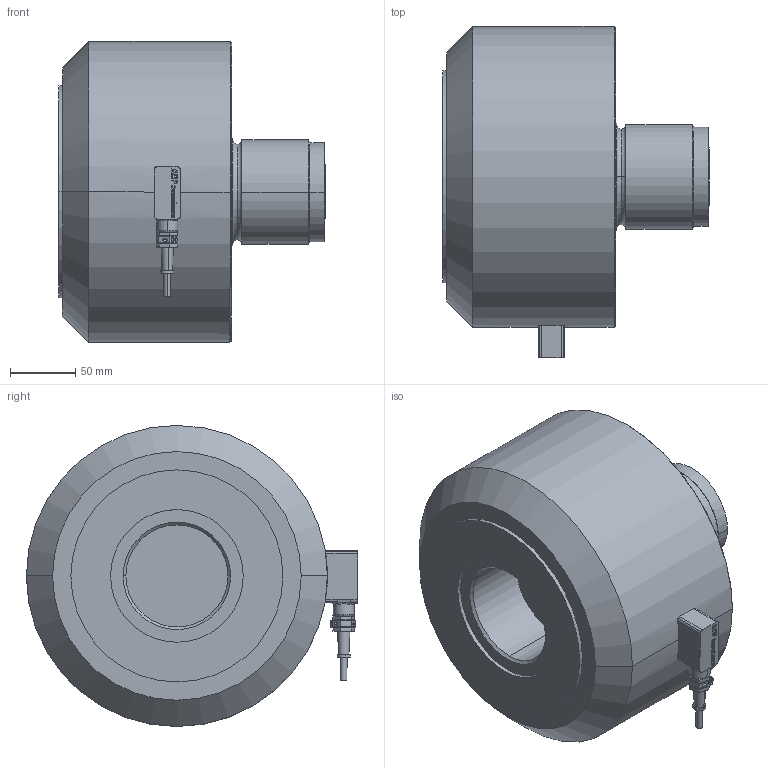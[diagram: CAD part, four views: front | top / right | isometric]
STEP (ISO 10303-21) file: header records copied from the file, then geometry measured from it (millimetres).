
FILE_DESCRIPTION(('STEP AP214'),'1');
FILE_NAME('KAL 1MN.stp','2015-05-18T09:37:04',(' '),(' '),'Spatial InterOp 3D',' ',' ');
FILE_SCHEMA(('automotive_design'));
Length unit declared in the file: metre
Products named in the file (1): Box
Bounding box: 203.96 x 253.1 x 230.11 mm (x, y, z)
Volume: 5398413.7 mm3; surface area: 205278.7 mm2
Topology: 1 solids, 1 shells, 306 faces, 819 edges, 533 vertices
Faces by surface type: plane 173, cylinder 53, extrusion 40, torus 18, cone 16, bspline 4, sphere 2
Entity records: 12867 total; most frequent: CARTESIAN_POINT 2919, ORIENTED_EDGE 1590, DIRECTION 1455, EDGE_CURVE 795, VECTOR 523, VERTEX_POINT 521, LINE 483, AXIS2_PLACEMENT_3D 466
